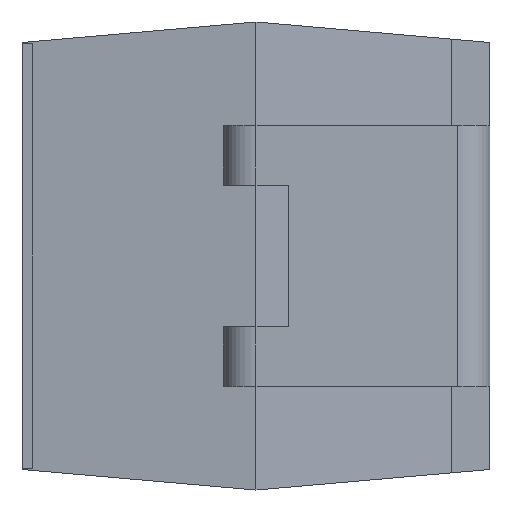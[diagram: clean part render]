
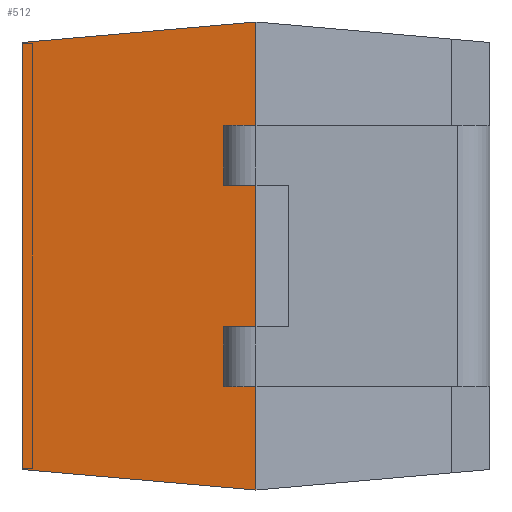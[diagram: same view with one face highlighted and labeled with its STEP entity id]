
A CAD part, left-side view. The second image highlights one B-rep face of the part: STEP entity #512.
In plain terms, the highlighted planar face has unit normal (-0.996, 0.087, 0).
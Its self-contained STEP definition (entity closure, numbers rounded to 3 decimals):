
#1 = CARTESIAN_POINT ( 'NONE',  ( -3.35, 2.15, 2.15 ) ) ;
#95 = CARTESIAN_POINT ( 'NONE',  ( -3.35, 2.15, -2.15 ) ) ;
#122 = DIRECTION ( 'NONE',  ( -0.996, 0.087, 0. ) ) ;
#150 = DIRECTION ( 'NONE',  ( 0., 0., 1. ) ) ;
#167 = VECTOR ( 'NONE', #952, 1000. ) ;
#239 = VERTEX_POINT ( 'NONE', #1775 ) ;
#322 = ORIENTED_EDGE ( 'NONE', *, *, #494, .T. ) ;
#494 = EDGE_CURVE ( 'NONE', #931, #239, #1558, .T. ) ;
#512 = ADVANCED_FACE ( 'NONE', ( #714 ), #864, .T. ) ;
#548 = EDGE_LOOP ( 'NONE', ( #1144, #1546, #322, #1234 ) ) ;
#565 = DIRECTION ( 'NONE',  ( -0.087, -0.992, -0.087 ) ) ;
#586 = EDGE_CURVE ( 'NONE', #601, #931, #1187, .T. ) ;
#601 = VERTEX_POINT ( 'NONE', #1337 ) ;
#681 = LINE ( 'NONE', #1092, #167 ) ;
#714 = FACE_OUTER_BOUND ( 'NONE', #548, .T. ) ;
#736 = VECTOR ( 'NONE', #982, 1000. ) ;
#864 = PLANE ( 'NONE',  #1412 ) ;
#920 = EDGE_CURVE ( 'NONE', #601, #1567, #1271, .T. ) ;
#931 = VERTEX_POINT ( 'NONE', #95 ) ;
#952 = DIRECTION ( 'NONE',  ( -0.087, -0.992, 0.087 ) ) ;
#974 = VECTOR ( 'NONE', #565, 1000. ) ;
#980 = EDGE_CURVE ( 'NONE', #1567, #239, #681, .T. ) ;
#982 = DIRECTION ( 'NONE',  ( 0., 0., 1. ) ) ;
#1092 = CARTESIAN_POINT ( 'NONE',  ( -3.35, 2.15, 2.15 ) ) ;
#1144 = ORIENTED_EDGE ( 'NONE', *, *, #920, .F. ) ;
#1165 = CARTESIAN_POINT ( 'NONE',  ( -3.318, 2.521, -2.118 ) ) ;
#1187 = LINE ( 'NONE', #1165, #974 ) ;
#1234 = ORIENTED_EDGE ( 'NONE', *, *, #980, .F. ) ;
#1271 = LINE ( 'NONE', #1852, #736 ) ;
#1280 = CARTESIAN_POINT ( 'NONE',  ( -3.35, 2.15, 2.15 ) ) ;
#1281 = VECTOR ( 'NONE', #150, 1000. ) ;
#1337 = CARTESIAN_POINT ( 'NONE',  ( -3.162, 4.3, -1.962 ) ) ;
#1412 = AXIS2_PLACEMENT_3D ( 'NONE', #1, #122, #1734 ) ;
#1546 = ORIENTED_EDGE ( 'NONE', *, *, #586, .T. ) ;
#1558 = LINE ( 'NONE', #1280, #1281 ) ;
#1567 = VERTEX_POINT ( 'NONE', #1758 ) ;
#1734 = DIRECTION ( 'NONE',  ( -0.087, -0.996, 0. ) ) ;
#1758 = CARTESIAN_POINT ( 'NONE',  ( -3.162, 4.3, 1.962 ) ) ;
#1775 = CARTESIAN_POINT ( 'NONE',  ( -3.35, 2.15, 2.15 ) ) ;
#1852 = CARTESIAN_POINT ( 'NONE',  ( -3.162, 4.3, 2.15 ) ) ;
